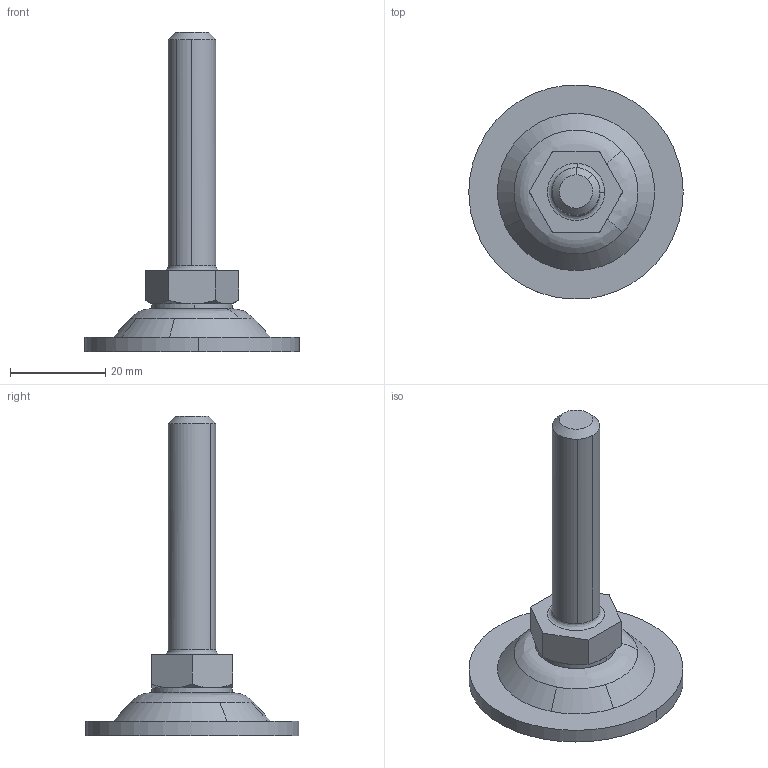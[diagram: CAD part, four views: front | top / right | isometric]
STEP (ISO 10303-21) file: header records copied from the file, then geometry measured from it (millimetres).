
FILE_DESCRIPTION((''),'2;1');
FILE_NAME('','2005-12-14T15:12:22',(''),(''),'','CADfix','');
FILE_SCHEMA(('AUTOMOTIVE_DESIGN'));
Length unit declared in the file: millimetre
Products named in the file (5): washer; retainer; foot; bolt; TM_139_2_18748_36
Assembly tree (4 placements, depth 2):
  TM_139_2_18748_36
    washer
    retainer
    foot
    bolt
Bounding box: 45 x 44.93 x 67 mm (x, y, z)
Volume: 11522.4 mm3; surface area: 7232.5 mm2
Topology: 4 solids, 4 shells, 76 faces, 232 edges, 170 vertices
Faces by surface type: bspline 76
Entity records: 3063 total; most frequent: CARTESIAN_POINT 1709, ORIENTED_EDGE 464, EDGE_CURVE 232, VERTEX_POINT 170, EDGE_LOOP 86, FACE_OUTER_BOUND 76, ADVANCED_FACE 76, QUASI_UNIFORM_CURVE 66
